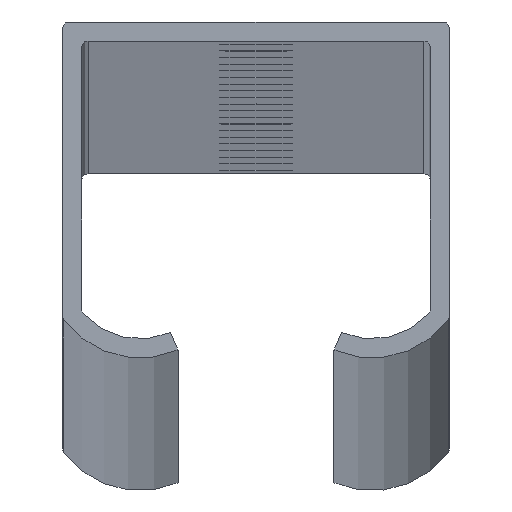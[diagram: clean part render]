
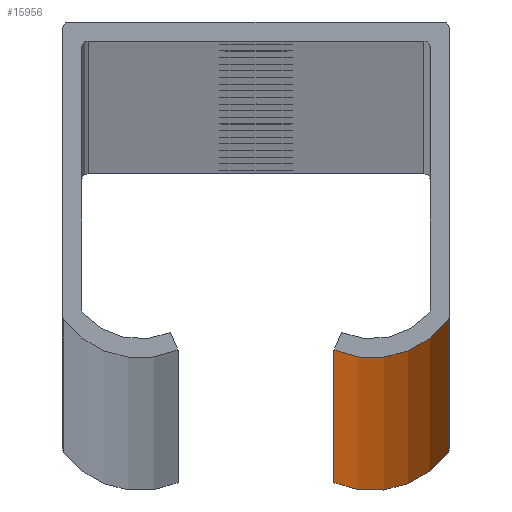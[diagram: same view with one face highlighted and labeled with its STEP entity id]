
A CAD part, top view. The second image highlights one B-rep face of the part: STEP entity #15956.
In plain terms, the highlighted cylindrical face has radius 7.5 mm (diameter 15 mm), a partial arc.
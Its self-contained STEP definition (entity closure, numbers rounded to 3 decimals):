
#332 = CYLINDRICAL_SURFACE ( 'NONE', #11244, 7.5 ) ;
#364 = EDGE_CURVE ( 'NONE', #1817, #14950, #16699, .T. ) ;
#492 = VECTOR ( 'NONE', #15897, 1000. ) ;
#1006 = CARTESIAN_POINT ( 'NONE',  ( 15.15, 1.503, 3000. ) ) ;
#1517 = LINE ( 'NONE', #4217, #492 ) ;
#1817 = VERTEX_POINT ( 'NONE', #15422 ) ;
#2007 = CIRCLE ( 'NONE', #5520, 7.5 ) ;
#2032 = ORIENTED_EDGE ( 'NONE', *, *, #364, .T. ) ;
#3271 = EDGE_CURVE ( 'NONE', #11763, #14950, #5639, .T. ) ;
#3882 = DIRECTION ( 'NONE',  ( -1., 0., 0. ) ) ;
#3952 = EDGE_CURVE ( 'NONE', #16273, #1817, #1517, .T. ) ;
#4217 = CARTESIAN_POINT ( 'NONE',  ( 6.151, -0.875, 3000. ) ) ;
#4943 = DIRECTION ( 'NONE',  ( -1., 0., 0. ) ) ;
#5360 = DIRECTION ( 'NONE',  ( -1., 0., 0. ) ) ;
#5520 = AXIS2_PLACEMENT_3D ( 'NONE', #7792, #11502, #4943 ) ;
#5639 = LINE ( 'NONE', #1006, #10732 ) ;
#6495 = CARTESIAN_POINT ( 'NONE',  ( 15.15, 1.503, -3000. ) ) ;
#6525 = DIRECTION ( 'NONE',  ( 0., 0., -1. ) ) ;
#7792 = CARTESIAN_POINT ( 'NONE',  ( 9.148, 6., 3000. ) ) ;
#8716 = CARTESIAN_POINT ( 'NONE',  ( 15.15, 1.503, 3000. ) ) ;
#10269 = ORIENTED_EDGE ( 'NONE', *, *, #10452, .F. ) ;
#10452 = EDGE_CURVE ( 'NONE', #16273, #11763, #2007, .T. ) ;
#10732 = VECTOR ( 'NONE', #11369, 1000. ) ;
#11244 = AXIS2_PLACEMENT_3D ( 'NONE', #16602, #6525, #3882 ) ;
#11369 = DIRECTION ( 'NONE',  ( 0., 0., -1. ) ) ;
#11502 = DIRECTION ( 'NONE',  ( 0., 0., 1. ) ) ;
#11661 = ORIENTED_EDGE ( 'NONE', *, *, #3271, .F. ) ;
#11763 = VERTEX_POINT ( 'NONE', #8716 ) ;
#11870 = CARTESIAN_POINT ( 'NONE',  ( 9.148, 6., -3000. ) ) ;
#11933 = DIRECTION ( 'NONE',  ( 0., 0., 1. ) ) ;
#12208 = FACE_OUTER_BOUND ( 'NONE', #13868, .T. ) ;
#12319 = CARTESIAN_POINT ( 'NONE',  ( 6.151, -0.875, 3000. ) ) ;
#13868 = EDGE_LOOP ( 'NONE', ( #2032, #11661, #10269, #14610 ) ) ;
#14610 = ORIENTED_EDGE ( 'NONE', *, *, #3952, .T. ) ;
#14950 = VERTEX_POINT ( 'NONE', #6495 ) ;
#15422 = CARTESIAN_POINT ( 'NONE',  ( 6.151, -0.875, -3000. ) ) ;
#15897 = DIRECTION ( 'NONE',  ( 0., 0., -1. ) ) ;
#15956 = ADVANCED_FACE ( 'NONE', ( #12208 ), #332, .T. ) ;
#16273 = VERTEX_POINT ( 'NONE', #12319 ) ;
#16602 = CARTESIAN_POINT ( 'NONE',  ( 9.148, 6., 3000. ) ) ;
#16669 = AXIS2_PLACEMENT_3D ( 'NONE', #11870, #11933, #5360 ) ;
#16699 = CIRCLE ( 'NONE', #16669, 7.5 ) ;
